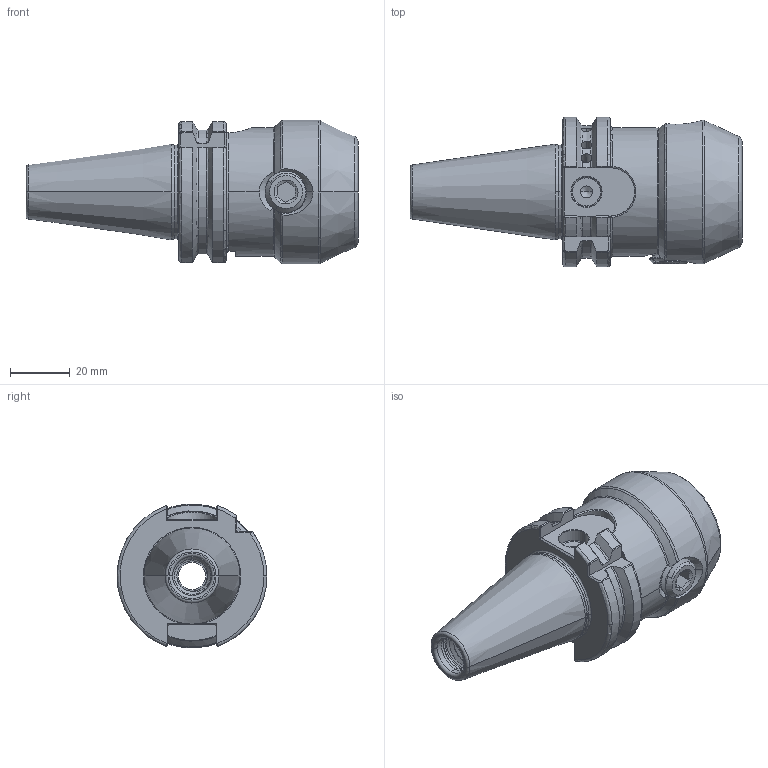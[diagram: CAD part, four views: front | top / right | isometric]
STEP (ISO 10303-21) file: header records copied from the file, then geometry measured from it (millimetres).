
FILE_DESCRIPTION (( 'STEP AP203' ), '1' );
FILE_NAME ('302.04.16.STEP', '2016-11-25T07:12:04', ( '' ), ( '' ), 'SwSTEP 2.0', 'SolidWorks 2012', '' );
FILE_SCHEMA (( 'CONFIG_CONTROL_DESIGN' ));
Length unit declared in the file: millimetre
Products named in the file (3): 側固14_M14x2_16L; 302.04.16
Assembly tree (2 placements, depth 2):
  302.04.16
    302.04.16
    側固14_M14x2_16L
Bounding box: 110.8 x 50 x 47.96 mm (x, y, z)
Volume: 101711.3 mm3; surface area: 23856 mm2
Topology: 2 solids, 2 shells, 276 faces, 733 edges, 456 vertices
Faces by surface type: cylinder 92, plane 64, cone 44, torus 41, bspline 33, sphere 2
Entity records: 20261 total; most frequent: CARTESIAN_POINT 13885, ORIENTED_EDGE 1446, DIRECTION 1075, EDGE_CURVE 723, VERTEX_POINT 456, AXIS2_PLACEMENT_3D 427, EDGE_LOOP 285, ADVANCED_FACE 276
